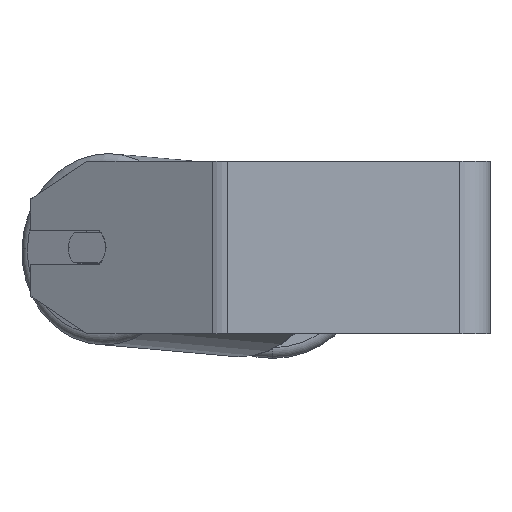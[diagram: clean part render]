
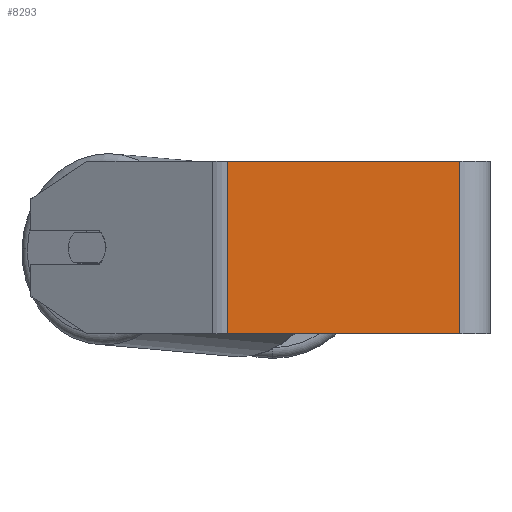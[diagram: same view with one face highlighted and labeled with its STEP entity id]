
A CAD part, left-side view. The second image highlights one B-rep face of the part: STEP entity #8293.
In plain terms, the highlighted planar face has unit normal (-1, 0, 0).
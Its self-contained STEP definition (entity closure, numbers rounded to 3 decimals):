
#199 = DIRECTION ( 'NONE',  ( 0., 0., -1. ) ) ;
#368 = VERTEX_POINT ( 'NONE', #5297 ) ;
#611 = ORIENTED_EDGE ( 'NONE', *, *, #814, .T. ) ;
#814 = EDGE_CURVE ( 'NONE', #368, #7293, #2420, .T. ) ;
#1551 = EDGE_CURVE ( 'NONE', #5026, #368, #2797, .T. ) ;
#1569 = VECTOR ( 'NONE', #2286, 1000. ) ;
#1683 = CARTESIAN_POINT ( 'NONE',  ( -270., 125.705, 40. ) ) ;
#1694 = AXIS2_PLACEMENT_3D ( 'NONE', #6670, #7230, #8047 ) ;
#1711 = ORIENTED_EDGE ( 'NONE', *, *, #3555, .F. ) ;
#2104 = VECTOR ( 'NONE', #6571, 1000. ) ;
#2286 = DIRECTION ( 'NONE',  ( 0., -1., 0. ) ) ;
#2290 = CARTESIAN_POINT ( 'NONE',  ( -270., 125.705, -40. ) ) ;
#2331 = ORIENTED_EDGE ( 'NONE', *, *, #7039, .F. ) ;
#2420 = LINE ( 'NONE', #2290, #6171 ) ;
#2611 = CARTESIAN_POINT ( 'NONE',  ( -270., 14., 40. ) ) ;
#2793 = FACE_OUTER_BOUND ( 'NONE', #6923, .T. ) ;
#2797 = LINE ( 'NONE', #4709, #4006 ) ;
#3555 = EDGE_CURVE ( 'NONE', #5026, #7975, #6153, .T. ) ;
#4006 = VECTOR ( 'NONE', #199, 1000. ) ;
#4376 = CARTESIAN_POINT ( 'NONE',  ( -270., 14., 40. ) ) ;
#4709 = CARTESIAN_POINT ( 'NONE',  ( -270., 121.953, 40. ) ) ;
#4772 = PLANE ( 'NONE',  #1694 ) ;
#4827 = DIRECTION ( 'NONE',  ( 0., -1., 0. ) ) ;
#5026 = VERTEX_POINT ( 'NONE', #6892 ) ;
#5297 = CARTESIAN_POINT ( 'NONE',  ( -270., 121.953, -40. ) ) ;
#5893 = LINE ( 'NONE', #2611, #2104 ) ;
#6153 = LINE ( 'NONE', #1683, #1569 ) ;
#6171 = VECTOR ( 'NONE', #4827, 1000. ) ;
#6571 = DIRECTION ( 'NONE',  ( 0., 0., -1. ) ) ;
#6670 = CARTESIAN_POINT ( 'NONE',  ( -270., 125.705, 40. ) ) ;
#6892 = CARTESIAN_POINT ( 'NONE',  ( -270., 121.953, 40. ) ) ;
#6923 = EDGE_LOOP ( 'NONE', ( #611, #2331, #1711, #6979 ) ) ;
#6979 = ORIENTED_EDGE ( 'NONE', *, *, #1551, .T. ) ;
#7039 = EDGE_CURVE ( 'NONE', #7975, #7293, #5893, .T. ) ;
#7230 = DIRECTION ( 'NONE',  ( 1., 0., 0. ) ) ;
#7293 = VERTEX_POINT ( 'NONE', #8073 ) ;
#7975 = VERTEX_POINT ( 'NONE', #4376 ) ;
#8047 = DIRECTION ( 'NONE',  ( 0., 0., -1. ) ) ;
#8073 = CARTESIAN_POINT ( 'NONE',  ( -270., 14., -40. ) ) ;
#8293 = ADVANCED_FACE ( 'NONE', ( #2793 ), #4772, .F. ) ;
